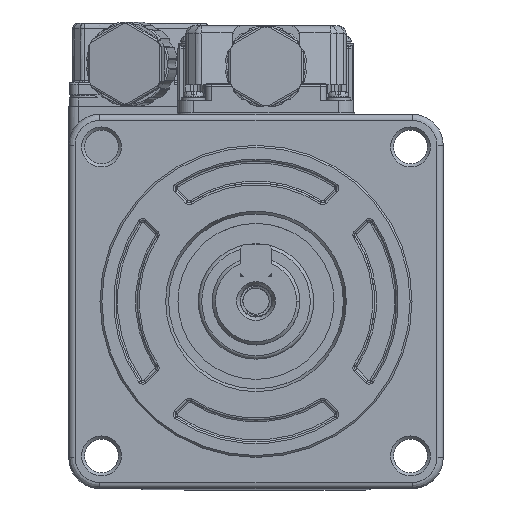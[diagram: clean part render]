
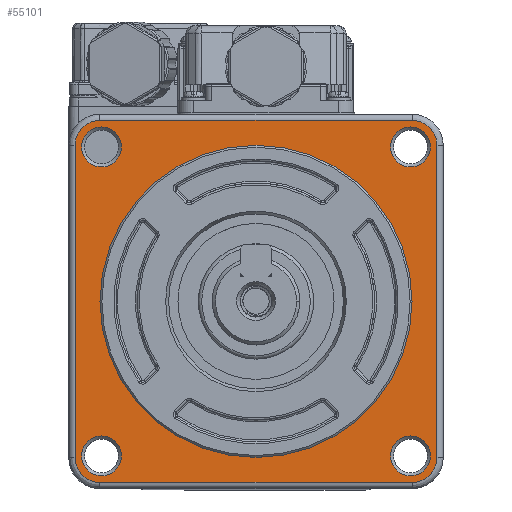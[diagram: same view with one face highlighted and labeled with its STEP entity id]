
A CAD part, top view. The second image highlights one B-rep face of the part: STEP entity #55101.
In plain terms, the highlighted planar face has unit normal (0, 0, 1).
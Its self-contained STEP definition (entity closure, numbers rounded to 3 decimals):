
#54436=CARTESIAN_POINT('',(-121.,-25.,10.9));
#54437=VERTEX_POINT('',#54436);
#54446=CARTESIAN_POINT('',(-121.,25.,10.9));
#54447=VERTEX_POINT('',#54446);
#54455=CARTESIAN_POINT('',(-121.,25.,10.9));
#54456=DIRECTION('',(0.,-1.,0.));
#54457=VECTOR('',#54456,50.);
#54458=LINE('',#54455,#54457);
#54459=EDGE_CURVE('',#54447,#54437,#54458,.T.);
#54919=CARTESIAN_POINT('',(-125.,29.,10.9));
#54920=VERTEX_POINT('',#54919);
#54928=CARTESIAN_POINT('',(-125.,25.,10.9));
#54929=DIRECTION('',(0.,1.,0.));
#54930=DIRECTION('',(0.,0.,-1.));
#54931=AXIS2_PLACEMENT_3D('',#54928,#54930,#54929);
#54932=CIRCLE('',#54931,4.);
#54933=EDGE_CURVE('',#54920,#54447,#54932,.T.);
#54966=CARTESIAN_POINT('',(-125.,-29.,10.9));
#54967=VERTEX_POINT('',#54966);
#54977=CARTESIAN_POINT('',(-125.,-25.,10.9));
#54978=DIRECTION('',(1.,0.,0.));
#54979=DIRECTION('',(0.,0.,-1.));
#54980=AXIS2_PLACEMENT_3D('',#54977,#54979,#54978);
#54981=CIRCLE('',#54980,4.);
#54982=EDGE_CURVE('',#54437,#54967,#54981,.T.);
#54987=CARTESIAN_POINT('',(-150.,0.,10.9));
#54988=DIRECTION('',(0.,1.,0.));
#54989=DIRECTION('',(0.,-0.,1.));
#54990=AXIS2_PLACEMENT_3D('',#54987,#54989,#54988);
#54991=PLANE('',#54990);
#54992=ORIENTED_EDGE('',*,*,#54982,.F.);
#54993=ORIENTED_EDGE('',*,*,#54459,.F.);
#54994=ORIENTED_EDGE('',*,*,#54933,.F.);
#54995=CARTESIAN_POINT('',(-175.,29.,10.9));
#54996=VERTEX_POINT('',#54995);
#54997=CARTESIAN_POINT('',(-125.,29.,10.9));
#54998=DIRECTION('',(-1.,0.,0.));
#54999=VECTOR('',#54998,50.);
#55000=LINE('',#54997,#54999);
#55001=EDGE_CURVE('',#54920,#54996,#55000,.T.);
#55002=ORIENTED_EDGE('',*,*,#55001,.T.);
#55003=CARTESIAN_POINT('',(-179.,25.,10.9));
#55004=VERTEX_POINT('',#55003);
#55005=CARTESIAN_POINT('',(-175.,25.,10.9));
#55006=DIRECTION('',(0.,1.,0.));
#55007=DIRECTION('',(0.,0.,1.));
#55008=AXIS2_PLACEMENT_3D('',#55005,#55007,#55006);
#55009=CIRCLE('',#55008,4.);
#55010=EDGE_CURVE('',#54996,#55004,#55009,.T.);
#55011=ORIENTED_EDGE('',*,*,#55010,.T.);
#55012=CARTESIAN_POINT('',(-179.,-25.,10.9));
#55013=VERTEX_POINT('',#55012);
#55014=CARTESIAN_POINT('',(-179.,25.,10.9));
#55015=DIRECTION('',(0.,-1.,0.));
#55016=VECTOR('',#55015,50.);
#55017=LINE('',#55014,#55016);
#55018=EDGE_CURVE('',#55004,#55013,#55017,.T.);
#55019=ORIENTED_EDGE('',*,*,#55018,.T.);
#55020=CARTESIAN_POINT('',(-175.,-29.,10.9));
#55021=VERTEX_POINT('',#55020);
#55022=CARTESIAN_POINT('',(-175.,-25.,10.9));
#55023=DIRECTION('',(-1.,0.,0.));
#55024=DIRECTION('',(0.,0.,1.));
#55025=AXIS2_PLACEMENT_3D('',#55022,#55024,#55023);
#55026=CIRCLE('',#55025,4.);
#55027=EDGE_CURVE('',#55013,#55021,#55026,.T.);
#55028=ORIENTED_EDGE('',*,*,#55027,.T.);
#55029=CARTESIAN_POINT('',(-175.,-29.,10.9));
#55030=DIRECTION('',(1.,0.,0.));
#55031=VECTOR('',#55030,50.);
#55032=LINE('',#55029,#55031);
#55033=EDGE_CURVE('',#55021,#54967,#55032,.T.);
#55034=ORIENTED_EDGE('',*,*,#55033,.T.);
#55035=EDGE_LOOP('',(#54992,#54993,#54994,#55002,#55011,#55019,#55028,#55034));
#55036=FACE_OUTER_BOUND('',#55035,.T.);
#55037=CARTESIAN_POINT('',(-128.451,-24.749,10.9));
#55038=VERTEX_POINT('',#55037);
#55039=CARTESIAN_POINT('',(-125.251,-24.749,10.9));
#55040=DIRECTION('',(-1.,0.,0.));
#55041=DIRECTION('',(0.,0.,-1.));
#55042=AXIS2_PLACEMENT_3D('',#55039,#55041,#55040);
#55043=CIRCLE('',#55042,3.2);
#55044=EDGE_CURVE('',#55038,#55038,#55043,.T.);
#55045=ORIENTED_EDGE('',*,*,#55044,.T.);
#55046=EDGE_LOOP('',(#55045));
#55047=FACE_BOUND('',#55046,.T.);
#55048=CARTESIAN_POINT('',(-177.949,24.749,10.9));
#55049=VERTEX_POINT('',#55048);
#55050=CARTESIAN_POINT('',(-174.749,24.749,10.9));
#55051=DIRECTION('',(-1.,0.,0.));
#55052=DIRECTION('',(0.,0.,-1.));
#55053=AXIS2_PLACEMENT_3D('',#55050,#55052,#55051);
#55054=CIRCLE('',#55053,3.2);
#55055=EDGE_CURVE('',#55049,#55049,#55054,.T.);
#55056=ORIENTED_EDGE('',*,*,#55055,.T.);
#55057=EDGE_LOOP('',(#55056));
#55058=FACE_BOUND('',#55057,.T.);
#55059=CARTESIAN_POINT('',(-177.949,-24.749,10.9));
#55060=VERTEX_POINT('',#55059);
#55061=CARTESIAN_POINT('',(-174.749,-24.749,10.9));
#55062=DIRECTION('',(-1.,0.,0.));
#55063=DIRECTION('',(0.,0.,-1.));
#55064=AXIS2_PLACEMENT_3D('',#55061,#55063,#55062);
#55065=CIRCLE('',#55064,3.2);
#55066=EDGE_CURVE('',#55060,#55060,#55065,.T.);
#55067=ORIENTED_EDGE('',*,*,#55066,.T.);
#55068=EDGE_LOOP('',(#55067));
#55069=FACE_BOUND('',#55068,.T.);
#55070=CARTESIAN_POINT('',(-128.451,24.749,10.9));
#55071=VERTEX_POINT('',#55070);
#55072=CARTESIAN_POINT('',(-125.251,24.749,10.9));
#55073=DIRECTION('',(-1.,0.,0.));
#55074=DIRECTION('',(0.,0.,-1.));
#55075=AXIS2_PLACEMENT_3D('',#55072,#55074,#55073);
#55076=CIRCLE('',#55075,3.2);
#55077=EDGE_CURVE('',#55071,#55071,#55076,.T.);
#55078=ORIENTED_EDGE('',*,*,#55077,.T.);
#55079=EDGE_LOOP('',(#55078));
#55080=FACE_BOUND('',#55079,.T.);
#55081=CARTESIAN_POINT('',(-175.,0.,10.9));
#55082=VERTEX_POINT('',#55081);
#55083=CARTESIAN_POINT('',(-125.,0.,10.9));
#55084=VERTEX_POINT('',#55083);
#55085=CARTESIAN_POINT('',(-150.,0.,10.9));
#55086=DIRECTION('',(-1.,0.,0.));
#55087=DIRECTION('',(0.,0.,-1.));
#55088=AXIS2_PLACEMENT_3D('',#55085,#55087,#55086);
#55089=CIRCLE('',#55088,25.);
#55090=EDGE_CURVE('',#55082,#55084,#55089,.T.);
#55091=ORIENTED_EDGE('',*,*,#55090,.T.);
#55092=CARTESIAN_POINT('',(-150.,0.,10.9));
#55093=DIRECTION('',(1.,0.,0.));
#55094=DIRECTION('',(0.,0.,-1.));
#55095=AXIS2_PLACEMENT_3D('',#55092,#55094,#55093);
#55096=CIRCLE('',#55095,25.);
#55097=EDGE_CURVE('',#55084,#55082,#55096,.T.);
#55098=ORIENTED_EDGE('',*,*,#55097,.T.);
#55099=EDGE_LOOP('',(#55091,#55098));
#55100=FACE_BOUND('',#55099,.T.);
#55101=ADVANCED_FACE('',(#55036,#55047,#55058,#55069,#55080,#55100),#54991,.T.);
